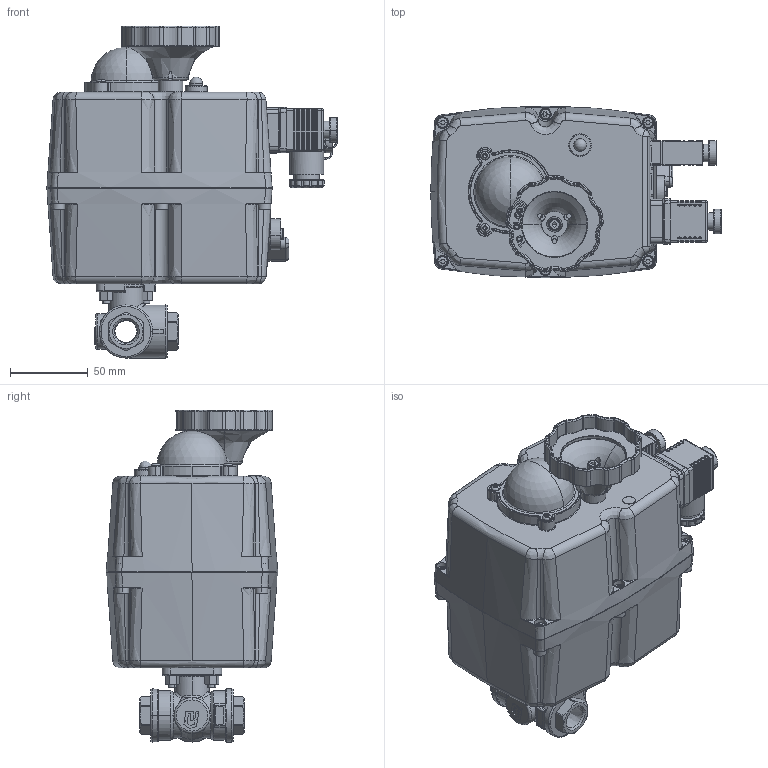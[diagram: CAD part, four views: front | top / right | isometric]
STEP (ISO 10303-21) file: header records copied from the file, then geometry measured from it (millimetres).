
FILE_DESCRIPTION(('HOOPS Exchange Step'),'2;1');
FILE_NAME('EK08_DN10.stp','2025-05-22T08:39:29+02:00',('nieru'),('Unknown organisation'),'HOOPS Exchange 2024.2','HOOPS Exchange','Unknown authorisation');
FILE_SCHEMA( ('AP203_CONFIGURATION_CONTROLLED_3D_DESIGN_OF_MECHANICAL_PARTS_AND_ASSEMBLIES_MIM_LF') );
Length unit declared in the file: millimetre
Products named in the file (5): 0; root
Assembly tree (4 placements, depth 4):
  root
    0
      0
        0
        0
Bounding box: 186.19 x 109.99 x 212.95 mm (x, y, z)
Volume: 1715390.8 mm3; surface area: 229304.9 mm2
Topology: 49 solids, 49 shells, 3344 faces, 8396 edges, 5156 vertices
Faces by surface type: cylinder 1138, plane 770, bspline 651, torus 598, cone 139, sphere 48
Full cylindrical faces by diameter (mm): 2.204 x3, 7.825 x1, 11 x1, 11.516 x1, 12.719 x1, 14 x1, 14.894 x1, 16.5 x1, 21.908 x1, 30 x1, 45 x1
Entity records: 179038 total; most frequent: CARTESIAN_POINT 108404, ORIENTED_EDGE 16654, DIRECTION 11759, EDGE_CURVE 8327, VERTEX_POINT 5156, AXIS2_PLACEMENT_3D 4848, B_SPLINE_CURVE_WITH_KNOTS 3678, EDGE_LOOP 3521
